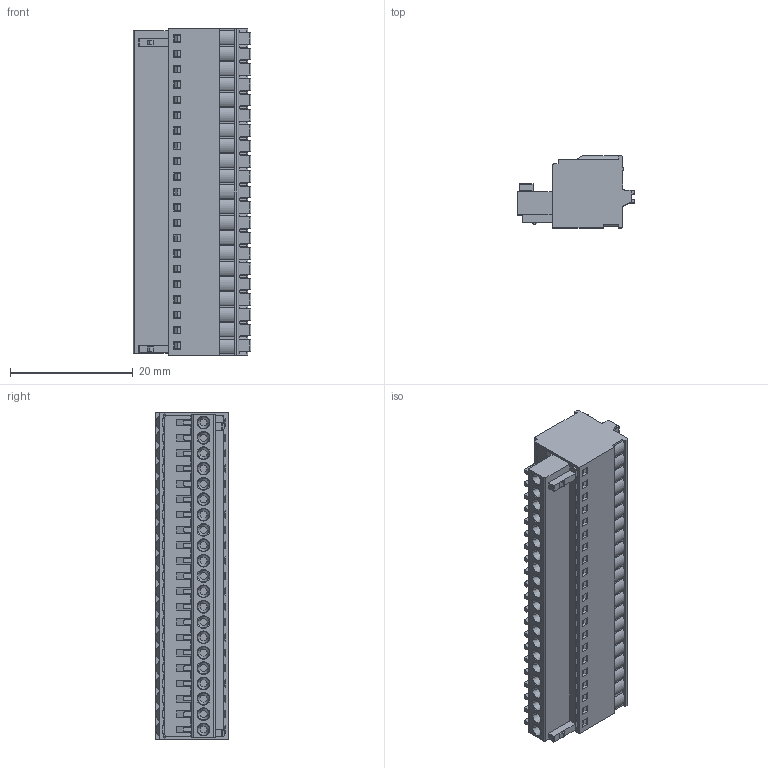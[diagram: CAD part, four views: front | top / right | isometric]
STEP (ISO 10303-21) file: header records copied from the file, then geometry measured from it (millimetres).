
FILE_DESCRIPTION((''),'2;1');
FILE_NAME('TLPS-006-03P','2024-09-14T',('sheji'),(''),'PRO/ENGINEER BY PARAMETRIC TECHNOLOGY CORPORATION, 2015240','PRO/ENGINEER BY PARAMETRIC TECHNOLOGY CORPORATION, 2015240','');
FILE_SCHEMA(('CONFIG_CONTROL_DESIGN'));
Products named in the file (1): TLPS-006-03P
Bounding box: 19.2 x 11.75 x 53.1 mm (x, y, z)
Volume: 7442.2 mm3; surface area: 5830.5 mm2
Topology: 1 solids, 21 shells, 2289 faces, 6172 edges, 4072 vertices
Faces by surface type: plane 1622, cylinder 499, cone 105, torus 42, sphere 21
Entity records: 72495 total; most frequent: CARTESIAN_POINT 13961, ORIENTED_EDGE 12344, DIRECTION 11899, EDGE_CURVE 6172, VECTOR 4771, LINE 4771, VERTEX_POINT 4072, AXIS2_PLACEMENT_3D 3564
